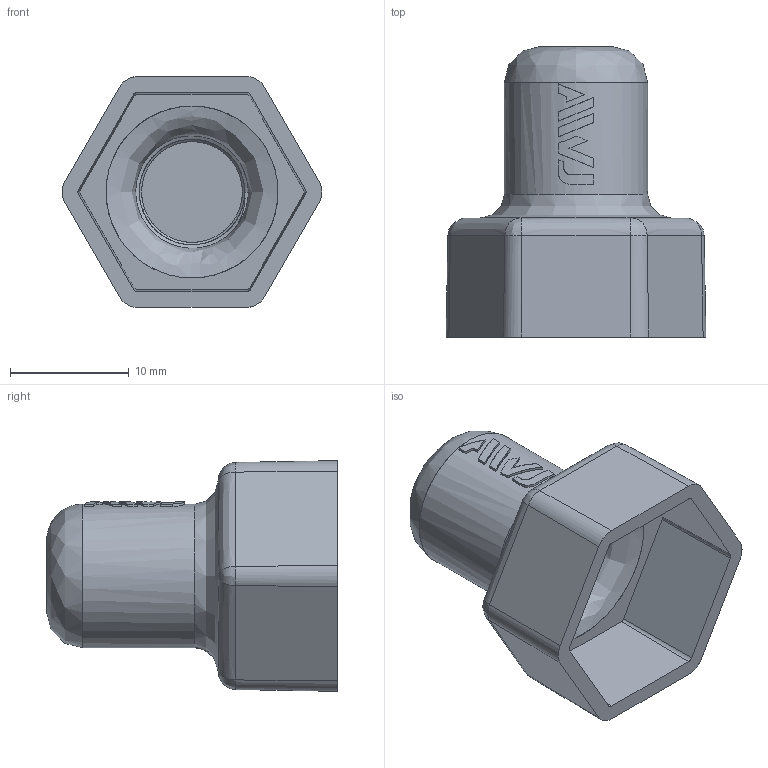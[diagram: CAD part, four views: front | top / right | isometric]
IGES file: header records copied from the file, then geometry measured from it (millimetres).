
Start section: TOPSOLID 254 l'Occitanne, 31670 LABEGE, France Tel   : +33 (0)5 61 00 03 00 Fax   : +33 (0)5 61 00 03 03 Email : 
Global section: file name: W38（CADデータ用）.igs; native system: TopSolid v622200 TOPSOLID; preprocessor: IGES preprocessor v100000; author: JP; organization: コダマコーポレーション株式会社,10,7,13H231122; date: 241129.183523; units: millimetre
Bounding box: 21.91 x 24.5 x 19.45 mm (x, y, z)
Surface area: 2856.3 mm2 (no closed solid volume)
Topology: 0 solids, 0 shells, 234 faces, 1677 edges, 1673 vertices
Faces by surface type: bspline 234
